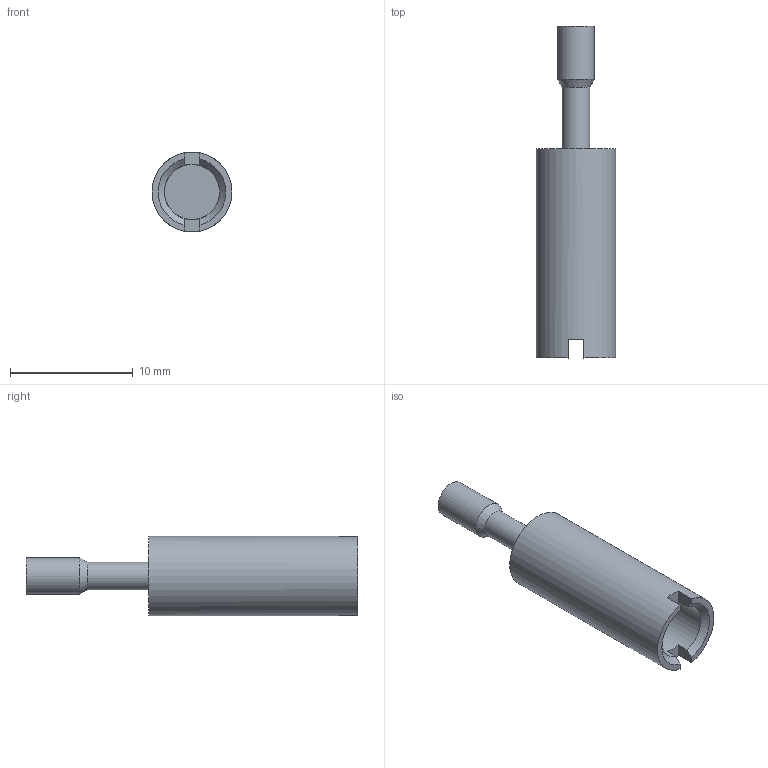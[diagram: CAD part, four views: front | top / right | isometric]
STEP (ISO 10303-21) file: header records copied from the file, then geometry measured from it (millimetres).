
FILE_DESCRIPTION(/* description */ (''),/* implementation_level */ '2;1');
FILE_NAME(/* name */ 'C3D_VN13_040_0008_1X_Rev05.stp',/* time_stamp */ '2016-07-14T10:06:14+02:00',/* author */ (''),/* organization */ (''),/* preprocessor_version */ 'ST-DEVELOPER v15',/* originating_system */ 'SIEMENS PLM Software NX 9.0',/* authorisation */ '');
FILE_SCHEMA (('CONFIG_CONTROL_DESIGN'));
Length unit declared in the file: millimetre
Products named in the file (1): n 13 040 0008 xnxm001-05
Bounding box: 6.5 x 27 x 6.5 mm (x, y, z)
Volume: 374.2 mm3; surface area: 705.9 mm2
Topology: 1 solids, 1 shells, 18 faces, 43 edges, 28 vertices
Faces by surface type: plane 11, cylinder 4, cone 3
Full cylindrical faces by diameter (mm): 2.25 x1, 3 x1, 4.5 x1, 6.5 x1
Entity records: 572 total; most frequent: CARTESIAN_POINT 93, DIRECTION 86, ORIENTED_EDGE 72, EDGE_CURVE 36, AXIS2_PLACEMENT_3D 35, VERTEX_POINT 26, EDGE_LOOP 24, ADVANCED_FACE 18
